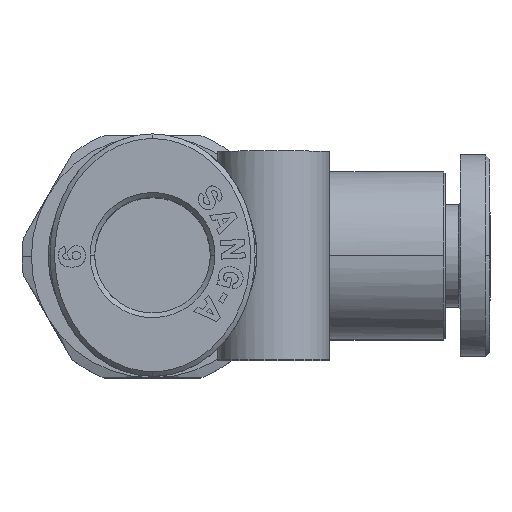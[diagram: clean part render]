
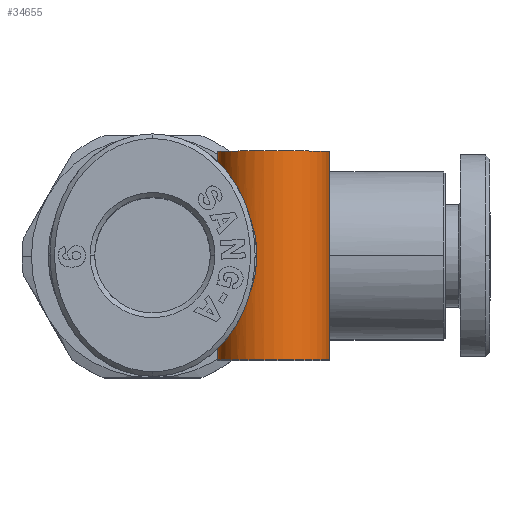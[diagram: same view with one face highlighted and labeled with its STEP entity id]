
A CAD part, top view. The second image highlights one B-rep face of the part: STEP entity #34655.
In plain terms, the highlighted cylindrical face has radius 3 mm (diameter 6 mm), a partial arc.
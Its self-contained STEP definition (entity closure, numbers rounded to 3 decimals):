
#1757 = CARTESIAN_POINT ( 'NONE',  ( -10.9, 0., 4.65 ) ) ;
#2098 = DIRECTION ( 'NONE',  ( 0., 1., 0. ) ) ;
#2129 = ORIENTED_EDGE ( 'NONE', *, *, #12325, .F. ) ;
#2285 = CARTESIAN_POINT ( 'NONE',  ( -10.9, 0., 7.65 ) ) ;
#3687 = CARTESIAN_POINT ( 'NONE',  ( -12.29, 4.078, 4.989 ) ) ;
#3885 = CARTESIAN_POINT ( 'NONE',  ( -11.943, 4.218, 4.834 ) ) ;
#4047 = CARTESIAN_POINT ( 'NONE',  ( -10.9, 5.6, 7.65 ) ) ;
#4251 = CARTESIAN_POINT ( 'NONE',  ( -13.73, 1.069, 6.653 ) ) ;
#5248 = VERTEX_POINT ( 'NONE', #41082 ) ;
#5902 = CARTESIAN_POINT ( 'NONE',  ( -13.73, -1.068, 6.654 ) ) ;
#6228 = VERTEX_POINT ( 'NONE', #50974 ) ;
#6930 = CARTESIAN_POINT ( 'NONE',  ( -10.9, 4.371, 4.65 ) ) ;
#7226 = AXIS2_PLACEMENT_3D ( 'NONE', #4047, #44750, #15949 ) ;
#7701 = EDGE_CURVE ( 'NONE', #14375, #6228, #15093, .T. ) ;
#8176 = CARTESIAN_POINT ( 'NONE',  ( -11.566, 4.313, 4.722 ) ) ;
#8259 = ORIENTED_EDGE ( 'NONE', *, *, #25213, .T. ) ;
#9654 = CARTESIAN_POINT ( 'NONE',  ( -13.096, -3.413, 5.595 ) ) ;
#9675 = LINE ( 'NONE', #1757, #40980 ) ;
#9822 = CARTESIAN_POINT ( 'NONE',  ( -13.762, 0., 6.75 ) ) ;
#9913 = LINE ( 'NONE', #27103, #18197 ) ;
#9993 = CARTESIAN_POINT ( 'NONE',  ( -13.648, -1.846, 6.444 ) ) ;
#11486 = DIRECTION ( 'NONE',  ( 0., 0., 1. ) ) ;
#11724 = CARTESIAN_POINT ( 'NONE',  ( -12.781, 3.75, 5.31 ) ) ;
#12069 = CARTESIAN_POINT ( 'NONE',  ( -11.82, 4.254, 4.792 ) ) ;
#12240 = CARTESIAN_POINT ( 'NONE',  ( -12.177, 4.13, 4.932 ) ) ;
#12325 = EDGE_CURVE ( 'NONE', #29355, #29721, #26875, .T. ) ;
#13878 = CARTESIAN_POINT ( 'NONE',  ( -11.169, -4.364, 4.659 ) ) ;
#14375 = VERTEX_POINT ( 'NONE', #46010 ) ;
#14682 = EDGE_CURVE ( 'NONE', #29355, #52555, #20126, .T. ) ;
#14890 = DIRECTION ( 'NONE',  ( 0., 1., 0. ) ) ;
#15093 = B_SPLINE_CURVE_WITH_KNOTS ( 'NONE', 3,
 ( #6930, #52462, #28004, #44942, #8176, #12069, #3885, #12240, #3687, #19756, #20307, #11724, #15784, #36228, #49070, #48723, #40839, #40284, #48531, #48360, #4251, #23880, #28553, #52817 ),
 .UNSPECIFIED., .F., .F.,
 ( 4, 2, 2, 2, 2, 2, 2, 2, 2, 2, 2, 4 ),
 ( -0.006, -0.006, -0.006, -0.005, -0.005, -0.004, -0.004, -0.003, -0.002, -0.002, -0.001, 0. ),
 .UNSPECIFIED. ) ;
#15784 = CARTESIAN_POINT ( 'NONE',  ( -12.866, 3.67, 5.381 ) ) ;
#15902 = CARTESIAN_POINT ( 'NONE',  ( -10.9, -5.6, 7.65 ) ) ;
#15949 = DIRECTION ( 'NONE',  ( 0., 0., 1. ) ) ;
#16828 = B_SPLINE_CURVE_WITH_KNOTS ( 'NONE', 3,
 ( #9822, #18358, #42512, #5902, #34159, #9993, #42328, #50368, #38746, #38568, #9654, #25918, #46988, #18186, #46811, #38391, #22501, #13878, #38212, #17819 ),
 .UNSPECIFIED., .F., .F.,
 ( 4, 2, 2, 2, 2, 2, 2, 2, 2, 4 ),
 ( 0., 0.001, 0.002, 0.002, 0.003, 0.004, 0.005, 0.006, 0.006, 0.006 ),
 .UNSPECIFIED. ) ;
#17617 = CARTESIAN_POINT ( 'NONE',  ( -10.9, -4.371, 4.65 ) ) ;
#17819 = CARTESIAN_POINT ( 'NONE',  ( -10.9, -4.371, 4.65 ) ) ;
#17841 = CARTESIAN_POINT ( 'NONE',  ( -10.9, -5.6, 4.65 ) ) ;
#18186 = CARTESIAN_POINT ( 'NONE',  ( -12.184, -4.138, 4.928 ) ) ;
#18197 = VECTOR ( 'NONE', #14890, 1000. ) ;
#18358 = CARTESIAN_POINT ( 'NONE',  ( -13.762, -0.271, 6.75 ) ) ;
#19756 = CARTESIAN_POINT ( 'NONE',  ( -12.501, 3.96, 5.11 ) ) ;
#20126 = CIRCLE ( 'NONE', #41876, 3. ) ;
#20307 = CARTESIAN_POINT ( 'NONE',  ( -12.599, 3.895, 5.175 ) ) ;
#21144 = CYLINDRICAL_SURFACE ( 'NONE', #34740, 3. ) ;
#21592 = EDGE_LOOP ( 'NONE', ( #2129, #50145, #49734, #30016, #50200, #26449, #8259 ) ) ;
#22501 = CARTESIAN_POINT ( 'NONE',  ( -11.435, -4.335, 4.695 ) ) ;
#23880 = CARTESIAN_POINT ( 'NONE',  ( -13.756, 0.541, 6.73 ) ) ;
#24904 = VECTOR ( 'NONE', #36064, 1000. ) ;
#25213 = EDGE_CURVE ( 'NONE', #6228, #29721, #16828, .T. ) ;
#25918 = CARTESIAN_POINT ( 'NONE',  ( -12.787, -3.757, 5.308 ) ) ;
#26405 = DIRECTION ( 'NONE',  ( 0., 0., 1. ) ) ;
#26449 = ORIENTED_EDGE ( 'NONE', *, *, #7701, .T. ) ;
#26875 = LINE ( 'NONE', #44950, #24904 ) ;
#26919 = FACE_OUTER_BOUND ( 'NONE', #21592, .T. ) ;
#27103 = CARTESIAN_POINT ( 'NONE',  ( -10.9, 0., 10.65 ) ) ;
#28004 = CARTESIAN_POINT ( 'NONE',  ( -11.169, 4.364, 4.659 ) ) ;
#28553 = CARTESIAN_POINT ( 'NONE',  ( -13.762, 0.271, 6.75 ) ) ;
#29355 = VERTEX_POINT ( 'NONE', #17841 ) ;
#29721 = VERTEX_POINT ( 'NONE', #17617 ) ;
#30016 = ORIENTED_EDGE ( 'NONE', *, *, #31682, .T. ) ;
#31682 = EDGE_CURVE ( 'NONE', #5248, #32503, #36864, .T. ) ;
#32503 = VERTEX_POINT ( 'NONE', #38015 ) ;
#34159 = CARTESIAN_POINT ( 'NONE',  ( -13.71, -1.331, 6.596 ) ) ;
#34336 = EDGE_CURVE ( 'NONE', #14375, #32503, #9675, .T. ) ;
#34655 = ADVANCED_FACE ( 'NONE', ( #26919 ), #21144, .T. ) ;
#34740 = AXIS2_PLACEMENT_3D ( 'NONE', #2285, #2098, #26405 ) ;
#36064 = DIRECTION ( 'NONE',  ( 0., 1., 0. ) ) ;
#36228 = CARTESIAN_POINT ( 'NONE',  ( -13.096, 3.413, 5.595 ) ) ;
#36864 = CIRCLE ( 'NONE', #7226, 3. ) ;
#38015 = CARTESIAN_POINT ( 'NONE',  ( -10.9, 5.6, 4.65 ) ) ;
#38212 = CARTESIAN_POINT ( 'NONE',  ( -11.035, -4.371, 4.65 ) ) ;
#38391 = CARTESIAN_POINT ( 'NONE',  ( -11.567, -4.313, 4.722 ) ) ;
#38568 = CARTESIAN_POINT ( 'NONE',  ( -13.218, -3.221, 5.738 ) ) ;
#38725 = DIRECTION ( 'NONE',  ( 0., 1., 0. ) ) ;
#38746 = CARTESIAN_POINT ( 'NONE',  ( -13.416, -2.799, 6.007 ) ) ;
#40216 = DIRECTION ( 'NONE',  ( 0., 1., 0. ) ) ;
#40284 = CARTESIAN_POINT ( 'NONE',  ( -13.607, 2.093, 6.351 ) ) ;
#40839 = CARTESIAN_POINT ( 'NONE',  ( -13.491, 2.569, 6.133 ) ) ;
#40980 = VECTOR ( 'NONE', #38725, 1000. ) ;
#41082 = CARTESIAN_POINT ( 'NONE',  ( -10.9, 5.6, 10.65 ) ) ;
#41876 = AXIS2_PLACEMENT_3D ( 'NONE', #15902, #40216, #11486 ) ;
#41908 = CARTESIAN_POINT ( 'NONE',  ( -10.9, -5.6, 10.65 ) ) ;
#42328 = CARTESIAN_POINT ( 'NONE',  ( -13.607, -2.093, 6.351 ) ) ;
#42507 = EDGE_CURVE ( 'NONE', #52555, #5248, #9913, .T. ) ;
#42512 = CARTESIAN_POINT ( 'NONE',  ( -13.756, -0.538, 6.73 ) ) ;
#44750 = DIRECTION ( 'NONE',  ( 0., -1., 0. ) ) ;
#44942 = CARTESIAN_POINT ( 'NONE',  ( -11.434, 4.335, 4.695 ) ) ;
#44950 = CARTESIAN_POINT ( 'NONE',  ( -10.9, 0., 4.65 ) ) ;
#46010 = CARTESIAN_POINT ( 'NONE',  ( -10.9, 4.371, 4.65 ) ) ;
#46811 = CARTESIAN_POINT ( 'NONE',  ( -11.948, -4.225, 4.827 ) ) ;
#46988 = CARTESIAN_POINT ( 'NONE',  ( -12.607, -3.901, 5.171 ) ) ;
#48360 = CARTESIAN_POINT ( 'NONE',  ( -13.71, 1.329, 6.596 ) ) ;
#48531 = CARTESIAN_POINT ( 'NONE',  ( -13.649, 1.84, 6.446 ) ) ;
#48723 = CARTESIAN_POINT ( 'NONE',  ( -13.417, 2.794, 6.009 ) ) ;
#49070 = CARTESIAN_POINT ( 'NONE',  ( -13.219, 3.219, 5.739 ) ) ;
#49734 = ORIENTED_EDGE ( 'NONE', *, *, #42507, .T. ) ;
#50145 = ORIENTED_EDGE ( 'NONE', *, *, #14682, .T. ) ;
#50200 = ORIENTED_EDGE ( 'NONE', *, *, #34336, .F. ) ;
#50368 = CARTESIAN_POINT ( 'NONE',  ( -13.491, -2.569, 6.133 ) ) ;
#50974 = CARTESIAN_POINT ( 'NONE',  ( -13.762, 0., 6.75 ) ) ;
#52462 = CARTESIAN_POINT ( 'NONE',  ( -11.035, 4.371, 4.65 ) ) ;
#52555 = VERTEX_POINT ( 'NONE', #41908 ) ;
#52817 = CARTESIAN_POINT ( 'NONE',  ( -13.762, 0., 6.75 ) ) ;
